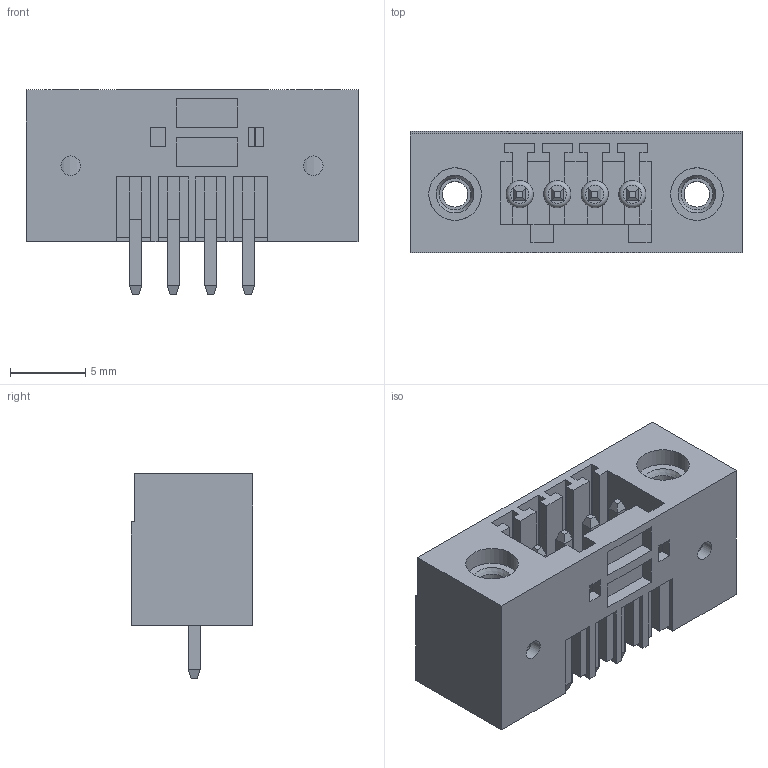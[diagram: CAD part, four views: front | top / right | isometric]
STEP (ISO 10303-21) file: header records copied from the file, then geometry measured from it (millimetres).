
FILE_DESCRIPTION( ( 'Unknown' ), '1' );
FILE_NAME( '691382030004.stp', 'Unknown', ( 'Unknown' ), ( 'Unknown' ), 'PSStep 17.0.49', 'Unknown', ' ' );
FILE_SCHEMA( ( 'AUTOMOTIVE_DESIGN { 1 0 10303 214 1 1 1 1 }' ) );
Length unit declared in the file: millimetre
Products named in the file (4): Assem1; 6913820300xx_PIN; 691382030004; 6913820300xx_Thread
Assembly tree (7 placements, depth 2):
  Assem1
    6913820300xx_PIN  x4
    691382030004
    6913820300xx_Thread  x2
Bounding box: 22.1 x 8.1 x 13.6 mm (x, y, z)
Volume: 1099.6 mm3; surface area: 2632.5 mm2
Topology: 7 solids, 7 shells, 340 faces, 897 edges, 580 vertices
Faces by surface type: plane 316, cylinder 18, torus 4, cone 2
Full cylindrical faces by diameter (mm): 1.3 x2, 1.7 x2, 1.8 x4, 2.113 x2, 3.5 x4
Entity records: 11467 total; most frequent: CARTESIAN_POINT 1604, ORIENTED_EDGE 1564, DIRECTION 1433, EDGE_CURVE 782, LINE 733, VECTOR 733, VERTEX_POINT 521, AXIS2_PLACEMENT_3D 350
